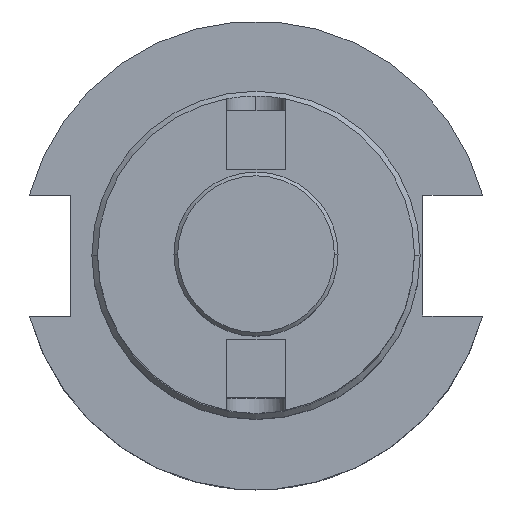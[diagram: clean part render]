
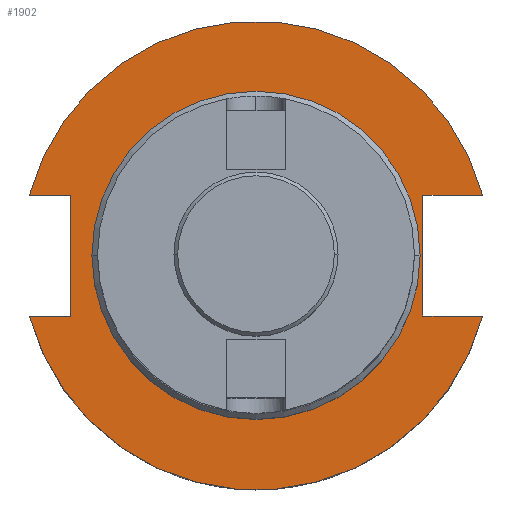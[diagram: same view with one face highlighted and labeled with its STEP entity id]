
A CAD part, top view. The second image highlights one B-rep face of the part: STEP entity #1902.
In plain terms, the highlighted planar face has unit normal (0, 0, 1).
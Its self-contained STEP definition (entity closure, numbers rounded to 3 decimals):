
#18 = AXIS2_PLACEMENT_3D ( 'NONE', #1152, #1035, #772 ) ;
#20 = CARTESIAN_POINT ( 'NONE',  ( 30.675, -8.192, 19.05 ) ) ;
#52 = AXIS2_PLACEMENT_3D ( 'NONE', #1439, #294, #1640 ) ;
#76 = CARTESIAN_POINT ( 'NONE',  ( 0., -22.225, 19.05 ) ) ;
#95 = VERTEX_POINT ( 'NONE', #1488 ) ;
#99 = PLANE ( 'NONE',  #1806 ) ;
#116 = CARTESIAN_POINT ( 'NONE',  ( -25.091, -8.192, 19.05 ) ) ;
#126 = DIRECTION ( 'NONE',  ( 1., 0., 0. ) ) ;
#196 = ORIENTED_EDGE ( 'NONE', *, *, #1682, .F. ) ;
#202 = ORIENTED_EDGE ( 'NONE', *, *, #778, .F. ) ;
#233 = VERTEX_POINT ( 'NONE', #534 ) ;
#294 = DIRECTION ( 'NONE',  ( 0., 0., -1. ) ) ;
#337 = FACE_BOUND ( 'NONE', #1684, .T. ) ;
#365 = CARTESIAN_POINT ( 'NONE',  ( 22.606, 0., 19.05 ) ) ;
#366 = EDGE_CURVE ( 'NONE', #1476, #2128, #1114, .T. ) ;
#371 = DIRECTION ( 'NONE',  ( 0., -1., 0. ) ) ;
#465 = DIRECTION ( 'NONE',  ( 0., 1., 0. ) ) ;
#534 = CARTESIAN_POINT ( 'NONE',  ( 22.606, 8.192, 19.05 ) ) ;
#548 = CARTESIAN_POINT ( 'NONE',  ( 0., -8.192, 19.05 ) ) ;
#572 = CARTESIAN_POINT ( 'NONE',  ( -25.091, 8.192, 19.05 ) ) ;
#634 = CARTESIAN_POINT ( 'NONE',  ( 30.675, 8.192, 19.05 ) ) ;
#677 = CARTESIAN_POINT ( 'NONE',  ( 31.043, -32.131, 19.05 ) ) ;
#731 = CIRCLE ( 'NONE', #1862, 31.75 ) ;
#732 = EDGE_CURVE ( 'NONE', #1369, #1543, #731, .T. ) ;
#772 = DIRECTION ( 'NONE',  ( 0., -1., 0. ) ) ;
#778 = EDGE_CURVE ( 'NONE', #1543, #233, #1567, .T. ) ;
#810 = LINE ( 'NONE', #1170, #2277 ) ;
#811 = VERTEX_POINT ( 'NONE', #116 ) ;
#847 = CARTESIAN_POINT ( 'NONE',  ( 0., 0., 19.05 ) ) ;
#848 = VECTOR ( 'NONE', #126, 1000. ) ;
#871 = EDGE_CURVE ( 'NONE', #1341, #1977, #1186, .T. ) ;
#942 = DIRECTION ( 'NONE',  ( 1., 0., 0. ) ) ;
#1035 = DIRECTION ( 'NONE',  ( 0., 0., -1. ) ) ;
#1040 = EDGE_CURVE ( 'NONE', #811, #2088, #810, .T. ) ;
#1050 = ORIENTED_EDGE ( 'NONE', *, *, #1893, .T. ) ;
#1069 = VECTOR ( 'NONE', #1724, 1000. ) ;
#1070 = DIRECTION ( 'NONE',  ( 0., 0., -1. ) ) ;
#1103 = ORIENTED_EDGE ( 'NONE', *, *, #1040, .F. ) ;
#1114 = CIRCLE ( 'NONE', #18, 22.225 ) ;
#1152 = CARTESIAN_POINT ( 'NONE',  ( 0., 0., 19.05 ) ) ;
#1170 = CARTESIAN_POINT ( 'NONE',  ( -25.091, 0., 19.05 ) ) ;
#1186 = CIRCLE ( 'NONE', #1787, 31.75 ) ;
#1202 = ORIENTED_EDGE ( 'NONE', *, *, #366, .T. ) ;
#1341 = VERTEX_POINT ( 'NONE', #20 ) ;
#1351 = FACE_OUTER_BOUND ( 'NONE', #2431, .T. ) ;
#1361 = ORIENTED_EDGE ( 'NONE', *, *, #732, .F. ) ;
#1369 = VERTEX_POINT ( 'NONE', #1988 ) ;
#1412 = CARTESIAN_POINT ( 'NONE',  ( 0., 22.225, 19.05 ) ) ;
#1439 = CARTESIAN_POINT ( 'NONE',  ( 0., 0., 19.05 ) ) ;
#1476 = VERTEX_POINT ( 'NONE', #76 ) ;
#1488 = CARTESIAN_POINT ( 'NONE',  ( 22.606, -8.192, 19.05 ) ) ;
#1543 = VERTEX_POINT ( 'NONE', #634 ) ;
#1567 = LINE ( 'NONE', #1716, #1069 ) ;
#1574 = DIRECTION ( 'NONE',  ( 1., 0., 0. ) ) ;
#1640 = DIRECTION ( 'NONE',  ( 0., -1., 0. ) ) ;
#1642 = VECTOR ( 'NONE', #371, 1000. ) ;
#1651 = ORIENTED_EDGE ( 'NONE', *, *, #2365, .F. ) ;
#1670 = CARTESIAN_POINT ( 'NONE',  ( 0., -8.192, 19.05 ) ) ;
#1682 = EDGE_CURVE ( 'NONE', #2088, #1369, #1723, .T. ) ;
#1684 = EDGE_LOOP ( 'NONE', ( #1202, #1050 ) ) ;
#1698 = VECTOR ( 'NONE', #942, 1000. ) ;
#1716 = CARTESIAN_POINT ( 'NONE',  ( 0., 8.192, 19.05 ) ) ;
#1723 = LINE ( 'NONE', #1804, #2229 ) ;
#1724 = DIRECTION ( 'NONE',  ( -1., 0., 0. ) ) ;
#1758 = LINE ( 'NONE', #365, #1642 ) ;
#1787 = AXIS2_PLACEMENT_3D ( 'NONE', #847, #1954, #1574 ) ;
#1804 = CARTESIAN_POINT ( 'NONE',  ( 0., 8.192, 19.05 ) ) ;
#1806 = AXIS2_PLACEMENT_3D ( 'NONE', #677, #1070, #2388 ) ;
#1823 = LINE ( 'NONE', #548, #1698 ) ;
#1843 = EDGE_CURVE ( 'NONE', #1977, #811, #2360, .T. ) ;
#1862 = AXIS2_PLACEMENT_3D ( 'NONE', #2397, #2386, #2412 ) ;
#1893 = EDGE_CURVE ( 'NONE', #2128, #1476, #1930, .T. ) ;
#1902 = ADVANCED_FACE ( 'NONE', ( #337, #1351 ), #99, .F. ) ;
#1930 = CIRCLE ( 'NONE', #52, 22.225 ) ;
#1954 = DIRECTION ( 'NONE',  ( 0., 0., -1. ) ) ;
#1977 = VERTEX_POINT ( 'NONE', #2407 ) ;
#1986 = ORIENTED_EDGE ( 'NONE', *, *, #871, .F. ) ;
#1988 = CARTESIAN_POINT ( 'NONE',  ( -30.675, 8.192, 19.05 ) ) ;
#2050 = ORIENTED_EDGE ( 'NONE', *, *, #1843, .F. ) ;
#2088 = VERTEX_POINT ( 'NONE', #572 ) ;
#2128 = VERTEX_POINT ( 'NONE', #1412 ) ;
#2152 = ORIENTED_EDGE ( 'NONE', *, *, #2387, .F. ) ;
#2229 = VECTOR ( 'NONE', #2342, 1000. ) ;
#2277 = VECTOR ( 'NONE', #465, 1000. ) ;
#2342 = DIRECTION ( 'NONE',  ( -1., 0., 0. ) ) ;
#2360 = LINE ( 'NONE', #1670, #848 ) ;
#2365 = EDGE_CURVE ( 'NONE', #95, #1341, #1823, .T. ) ;
#2386 = DIRECTION ( 'NONE',  ( 0., 0., -1. ) ) ;
#2387 = EDGE_CURVE ( 'NONE', #233, #95, #1758, .T. ) ;
#2388 = DIRECTION ( 'NONE',  ( -1., 0., 0. ) ) ;
#2397 = CARTESIAN_POINT ( 'NONE',  ( 0., 0., 19.05 ) ) ;
#2407 = CARTESIAN_POINT ( 'NONE',  ( -30.675, -8.192, 19.05 ) ) ;
#2412 = DIRECTION ( 'NONE',  ( 1., 0., 0. ) ) ;
#2431 = EDGE_LOOP ( 'NONE', ( #2050, #1986, #1651, #2152, #202, #1361, #196, #1103 ) ) ;
